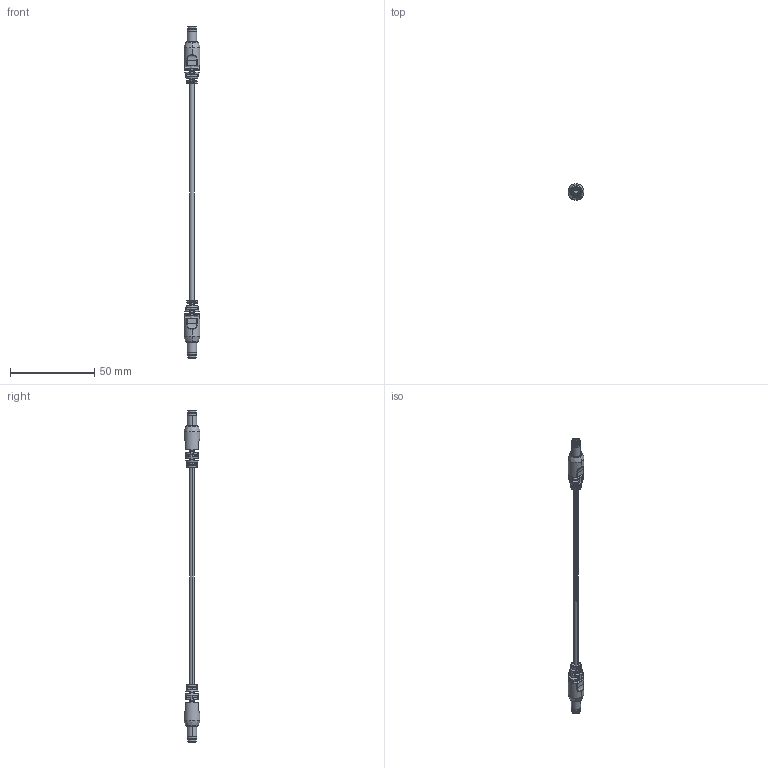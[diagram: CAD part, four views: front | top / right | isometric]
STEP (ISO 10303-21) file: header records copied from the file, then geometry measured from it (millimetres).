
FILE_DESCRIPTION (( 'STEP AP203' ), '1' );
FILE_NAME ('10-03923.STEP', '2021-04-19T22:53:16', ( '' ), ( '' ), 'SwSTEP 2.0', 'SolidWorks 2021', '' );
FILE_SCHEMA (( 'CONFIG_CONTROL_DESIGN' ));
Length unit declared in the file: millimetre
Products named in the file (7): 24-00357; 50-00129 insulator; 10-03923; 30-00338_blunt cut; 50-00129 shell; 50-00129 contact; 50-00129_9.5 mm barrel length
Assembly tree (8 placements, depth 3):
  10-03923
    30-00338_blunt cut
    24-00357  x2
    50-00129_9.5 mm barrel length  x2
      50-00129 contact
      50-00129 insulator
      50-00129 shell
Bounding box: 9.5 x 9.5 x 197.5 mm (x, y, z)
Volume: 4066.9 mm3; surface area: 12636.2 mm2
Topology: 93 solids, 93 shells, 982 faces, 2096 edges, 1320 vertices
Faces by surface type: cylinder 344, plane 342, bspline 164, torus 110, cone 22
Entity records: 20984 total; most frequent: CARTESIAN_POINT 6628, DIRECTION 2987, ORIENTED_EDGE 2618, EDGE_CURVE 1309, AXIS2_PLACEMENT_3D 1282, VERTEX_POINT 834, CIRCLE 689, EDGE_LOOP 683
